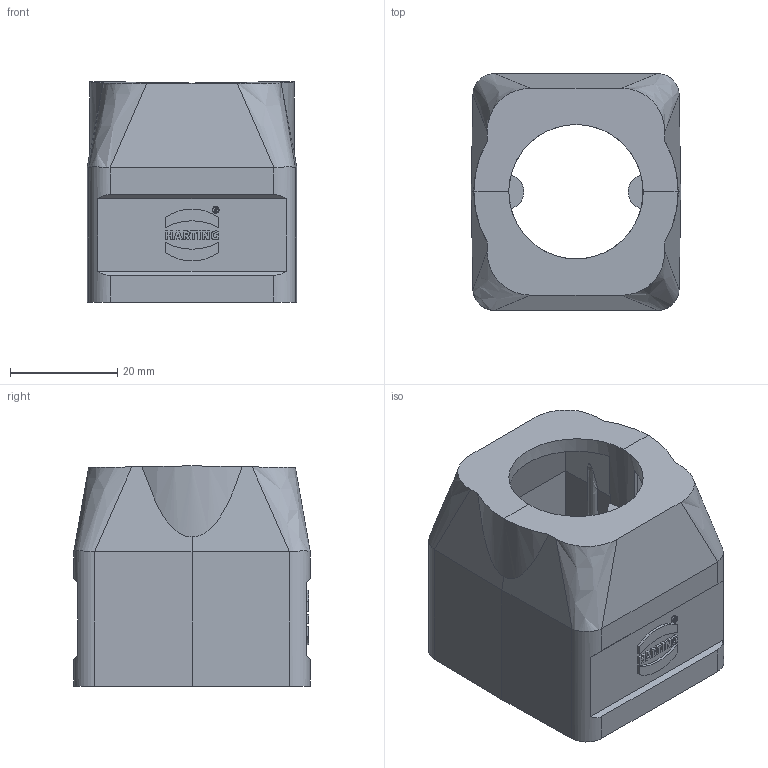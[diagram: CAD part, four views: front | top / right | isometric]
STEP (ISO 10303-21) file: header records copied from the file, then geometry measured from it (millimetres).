
FILE_DESCRIPTION(/* description */ (''),/* implementation_level */ '2;1');
FILE_NAME(/* name */ '100546152ugm000_c.stp',/* time_stamp */ '2020-03-30T15:01:20+02:00',/* author */ (''),/* organization */ (''),/* preprocessor_version */ 'ST-DEVELOPER v16.7',/* originating_system */ 'SIEMENS PLM Software NX 12.0',/* authorisation */ '');
FILE_SCHEMA (('AUTOMOTIVE_DESIGN { 1 0 10303 214 3 1 1 1 }'));
Length unit declared in the file: millimetre
Products named in the file (1): 100546152ugm000_c
Bounding box: 39 x 44 x 41 mm (x, y, z)
Volume: 20545.6 mm3; surface area: 14593.1 mm2
Topology: 1 solids, 1 shells, 174 faces, 462 edges, 308 vertices
Faces by surface type: plane 139, cylinder 23, cone 6, bspline 4, extrusion 2
Full cylindrical faces by diameter (mm): 1.1 x1, 1.3 x1, 4 x2, 25 x1
Entity records: 6965 total; most frequent: CARTESIAN_POINT 1396, ORIENTED_EDGE 910, DIRECTION 849, EDGE_CURVE 455, VECTOR 339, LINE 337, VERTEX_POINT 304, AXIS2_PLACEMENT_3D 255
